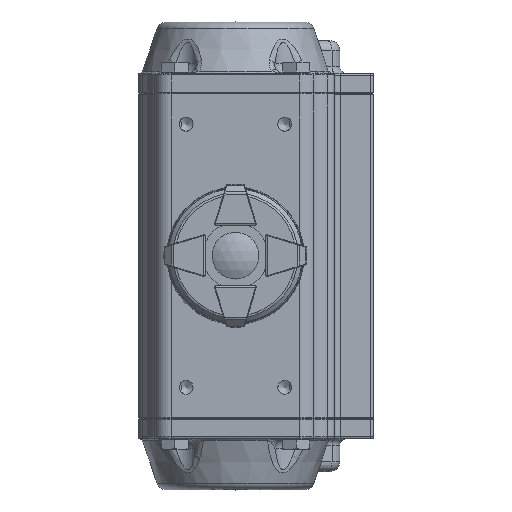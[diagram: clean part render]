
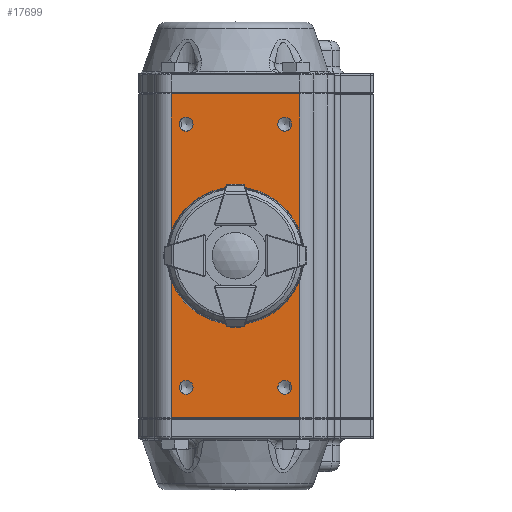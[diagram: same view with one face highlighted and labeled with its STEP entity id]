
A CAD part, top view. The second image highlights one B-rep face of the part: STEP entity #17699.
In plain terms, the highlighted face is planar.
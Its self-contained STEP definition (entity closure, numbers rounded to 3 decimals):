
#1616=LINE('',#28108,#2762);
#1617=LINE('',#28112,#2763);
#1677=LINE('',#28250,#2823);
#1678=LINE('',#28251,#2824);
#2762=VECTOR('',#21911,1000.);
#2763=VECTOR('',#21916,1000.);
#2823=VECTOR('',#22044,1000.);
#2824=VECTOR('',#22045,1000.);
#5170=ORIENTED_EDGE('',*,*,#9126,.F.);
#5171=ORIENTED_EDGE('',*,*,#9196,.T.);
#5172=ORIENTED_EDGE('',*,*,#9128,.T.);
#5173=ORIENTED_EDGE('',*,*,#9197,.T.);
#5174=ORIENTED_EDGE('',*,*,#8922,.F.);
#5175=ORIENTED_EDGE('',*,*,#8910,.F.);
#5176=ORIENTED_EDGE('',*,*,#8914,.F.);
#5177=ORIENTED_EDGE('',*,*,#8918,.F.);
#5178=ORIENTED_EDGE('',*,*,#8830,.F.);
#8830=EDGE_CURVE('',#11041,#11041,#12308,.T.);
#8910=EDGE_CURVE('',#11120,#11120,#12351,.T.);
#8914=EDGE_CURVE('',#11124,#11124,#12353,.T.);
#8918=EDGE_CURVE('',#11128,#11128,#12355,.T.);
#8922=EDGE_CURVE('',#11132,#11132,#12357,.T.);
#9126=EDGE_CURVE('',#11266,#11267,#1616,.T.);
#9128=EDGE_CURVE('',#11268,#11269,#1617,.T.);
#9196=EDGE_CURVE('',#11266,#11268,#1677,.T.);
#9197=EDGE_CURVE('',#11269,#11267,#1678,.T.);
#11041=VERTEX_POINT('',#27086);
#11120=VERTEX_POINT('',#27480);
#11124=VERTEX_POINT('',#27500);
#11128=VERTEX_POINT('',#27520);
#11132=VERTEX_POINT('',#27540);
#11266=VERTEX_POINT('',#28107);
#11267=VERTEX_POINT('',#28109);
#11268=VERTEX_POINT('',#28113);
#11269=VERTEX_POINT('',#28114);
#12308=CIRCLE('',#18853,11.75);
#12351=CIRCLE('',#18910,2.1);
#12353=CIRCLE('',#18914,2.1);
#12355=CIRCLE('',#18918,2.1);
#12357=CIRCLE('',#18922,2.1);
#13403=EDGE_LOOP('',(#5170,#5171,#5172,#5173));
#13404=EDGE_LOOP('',(#5174));
#13405=EDGE_LOOP('',(#5175));
#13406=EDGE_LOOP('',(#5176));
#13407=EDGE_LOOP('',(#5177));
#13408=EDGE_LOOP('',(#5178));
#14648=FACE_BOUND('',#13403,.T.);
#14649=FACE_BOUND('',#13404,.T.);
#14650=FACE_BOUND('',#13405,.T.);
#14651=FACE_BOUND('',#13406,.T.);
#14652=FACE_BOUND('',#13407,.T.);
#14653=FACE_BOUND('',#13408,.T.);
#15605=PLANE('',#19099);
#17699=ADVANCED_FACE('',(#14648,#14649,#14650,#14651,#14652,#14653),#15605,
 .T.);
#18853=AXIS2_PLACEMENT_3D('',#27085,#21373,#21374);
#18910=AXIS2_PLACEMENT_3D('',#27479,#21510,#21511);
#18914=AXIS2_PLACEMENT_3D('',#27499,#21518,#21519);
#18918=AXIS2_PLACEMENT_3D('',#27519,#21526,#21527);
#18922=AXIS2_PLACEMENT_3D('',#27539,#21534,#21535);
#19099=AXIS2_PLACEMENT_3D('',#28249,#22042,#22043);
#21373=DIRECTION('',(0.,1.,0.));
#21374=DIRECTION('',(0.,0.,1.));
#21510=DIRECTION('',(0.,1.,0.));
#21511=DIRECTION('',(0.,0.,1.));
#21518=DIRECTION('',(0.,1.,0.));
#21519=DIRECTION('',(0.,0.,1.));
#21526=DIRECTION('',(0.,1.,0.));
#21527=DIRECTION('',(0.,0.,1.));
#21534=DIRECTION('',(0.,1.,0.));
#21535=DIRECTION('',(0.,0.,1.));
#21911=DIRECTION('',(0.,0.,-1.));
#21916=DIRECTION('',(0.,0.,-1.));
#22042=DIRECTION('',(0.,1.,0.));
#22043=DIRECTION('',(1.,0.,0.));
#22044=DIRECTION('',(1.,0.,0.));
#22045=DIRECTION('',(-1.,0.,0.));
#27085=CARTESIAN_POINT('',(0.,36.5,0.));
#27086=CARTESIAN_POINT('',(0.,36.5,11.75));
#27479=CARTESIAN_POINT('',(15.,36.5,-40.));
#27480=CARTESIAN_POINT('',(15.,36.5,-37.9));
#27499=CARTESIAN_POINT('',(-15.,36.5,40.));
#27500=CARTESIAN_POINT('',(-15.,36.5,42.1));
#27519=CARTESIAN_POINT('',(15.,36.5,40.));
#27520=CARTESIAN_POINT('',(15.,36.5,42.1));
#27539=CARTESIAN_POINT('',(-15.,36.5,-40.));
#27540=CARTESIAN_POINT('',(-15.,36.5,-37.9));
#28107=CARTESIAN_POINT('',(-19.5,36.5,49.2));
#28108=CARTESIAN_POINT('',(-19.5,36.5,49.5));
#28109=CARTESIAN_POINT('',(-19.5,36.5,-49.2));
#28112=CARTESIAN_POINT('',(19.5,36.5,49.5));
#28113=CARTESIAN_POINT('',(19.5,36.5,49.2));
#28114=CARTESIAN_POINT('',(19.5,36.5,-49.2));
#28249=CARTESIAN_POINT('',(-19.5,36.5,49.5));
#28250=CARTESIAN_POINT('',(-19.5,36.5,49.2));
#28251=CARTESIAN_POINT('',(-19.5,36.5,-49.2));
